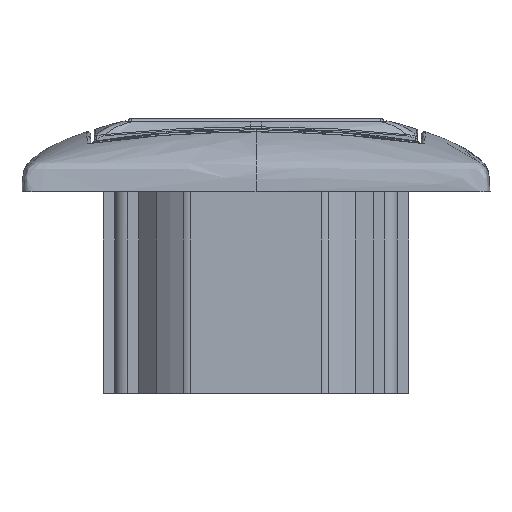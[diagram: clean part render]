
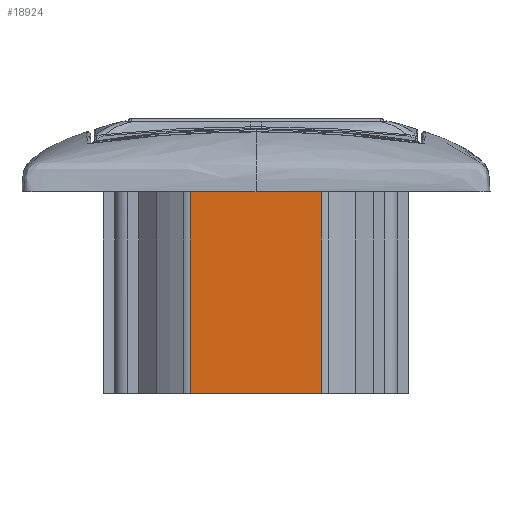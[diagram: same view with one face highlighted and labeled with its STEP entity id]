
A CAD part, front view. The second image highlights one B-rep face of the part: STEP entity #18924.
In plain terms, the highlighted planar face has unit normal (0, -1, 0).
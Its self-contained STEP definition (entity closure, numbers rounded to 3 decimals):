
#429 = VERTEX_POINT ( 'NONE', #91126 ) ;
#1932 = B_SPLINE_CURVE_WITH_KNOTS ( 'NONE', 3,
 ( #89461, #38765, #75385, #59948 ),
 .UNSPECIFIED., .F., .F.,
 ( 4, 4 ),
 ( 0., 1. ),
 .UNSPECIFIED. ) ;
#5243 = CARTESIAN_POINT ( 'NONE',  ( -11.496, -24.653, -36.491 ) ) ;
#7893 = VERTEX_POINT ( 'NONE', #48540 ) ;
#10022 = EDGE_CURVE ( 'NONE', #7893, #70719, #60882, .T. ) ;
#12590 = PLANE ( 'NONE',  #56391 ) ;
#18924 = ADVANCED_FACE ( 'NONE', ( #42142 ), #12590, .T. ) ;
#19819 = CARTESIAN_POINT ( 'NONE',  ( -11.496, -24.653, -24.724 ) ) ;
#21228 = CARTESIAN_POINT ( 'NONE',  ( 11.496, -24.653, -24.724 ) ) ;
#22362 = EDGE_CURVE ( 'NONE', #70719, #50698, #79547, .T. ) ;
#29722 = CARTESIAN_POINT ( 'NONE',  ( 11.496, -24.653, -1.191 ) ) ;
#34817 = CARTESIAN_POINT ( 'NONE',  ( -11.496, -24.653, -12.957 ) ) ;
#35227 = ORIENTED_EDGE ( 'NONE', *, *, #22362, .T. ) ;
#38640 = CARTESIAN_POINT ( 'NONE',  ( 11.496, -24.653, -36.491 ) ) ;
#38765 = CARTESIAN_POINT ( 'NONE',  ( 3.832, -24.653, -1.191 ) ) ;
#41332 = ORIENTED_EDGE ( 'NONE', *, *, #72163, .T. ) ;
#42142 = FACE_OUTER_BOUND ( 'NONE', #48101, .T. ) ;
#42687 = CARTESIAN_POINT ( 'NONE',  ( -11.496, -24.653, -36.491 ) ) ;
#42830 = CARTESIAN_POINT ( 'NONE',  ( 11.496, -24.653, -12.957 ) ) ;
#42998 = EDGE_CURVE ( 'NONE', #429, #7893, #89780, .T. ) ;
#47329 = CARTESIAN_POINT ( 'NONE',  ( 11.496, -24.653, -1.191 ) ) ;
#48101 = EDGE_LOOP ( 'NONE', ( #80121, #35227, #41332, #85964 ) ) ;
#48271 = DIRECTION ( 'NONE',  ( 0., 0., -1. ) ) ;
#48459 = CARTESIAN_POINT ( 'NONE',  ( -11.496, -24.653, -1.191 ) ) ;
#48540 = CARTESIAN_POINT ( 'NONE',  ( -11.496, -24.653, -36.491 ) ) ;
#50698 = VERTEX_POINT ( 'NONE', #29722 ) ;
#56018 = CARTESIAN_POINT ( 'NONE',  ( 11.496, -24.653, -36.491 ) ) ;
#56391 = AXIS2_PLACEMENT_3D ( 'NONE', #47329, #91926, #48271 ) ;
#58199 = CARTESIAN_POINT ( 'NONE',  ( 11.496, -24.653, -36.491 ) ) ;
#59948 = CARTESIAN_POINT ( 'NONE',  ( -11.496, -24.653, -1.191 ) ) ;
#60882 = B_SPLINE_CURVE_WITH_KNOTS ( 'NONE', 3,
 ( #42687, #85874, #64312, #58199 ),
 .UNSPECIFIED., .F., .F.,
 ( 4, 4 ),
 ( 0., 1. ),
 .UNSPECIFIED. ) ;
#64312 = CARTESIAN_POINT ( 'NONE',  ( 3.832, -24.653, -36.491 ) ) ;
#70719 = VERTEX_POINT ( 'NONE', #38640 ) ;
#71480 = CARTESIAN_POINT ( 'NONE',  ( 11.496, -24.653, -1.191 ) ) ;
#72163 = EDGE_CURVE ( 'NONE', #50698, #429, #1932, .T. ) ;
#75385 = CARTESIAN_POINT ( 'NONE',  ( -3.832, -24.653, -1.191 ) ) ;
#79547 = B_SPLINE_CURVE_WITH_KNOTS ( 'NONE', 3,
 ( #56018, #21228, #42830, #71480 ),
 .UNSPECIFIED., .F., .F.,
 ( 4, 4 ),
 ( 0., 1. ),
 .UNSPECIFIED. ) ;
#80121 = ORIENTED_EDGE ( 'NONE', *, *, #10022, .T. ) ;
#85874 = CARTESIAN_POINT ( 'NONE',  ( -3.832, -24.653, -36.491 ) ) ;
#85964 = ORIENTED_EDGE ( 'NONE', *, *, #42998, .T. ) ;
#89461 = CARTESIAN_POINT ( 'NONE',  ( 11.496, -24.653, -1.191 ) ) ;
#89780 = B_SPLINE_CURVE_WITH_KNOTS ( 'NONE', 3,
 ( #48459, #34817, #19819, #5243 ),
 .UNSPECIFIED., .F., .F.,
 ( 4, 4 ),
 ( 0., 1. ),
 .UNSPECIFIED. ) ;
#91126 = CARTESIAN_POINT ( 'NONE',  ( -11.496, -24.653, -1.191 ) ) ;
#91926 = DIRECTION ( 'NONE',  ( 0., -1., 0. ) ) ;
